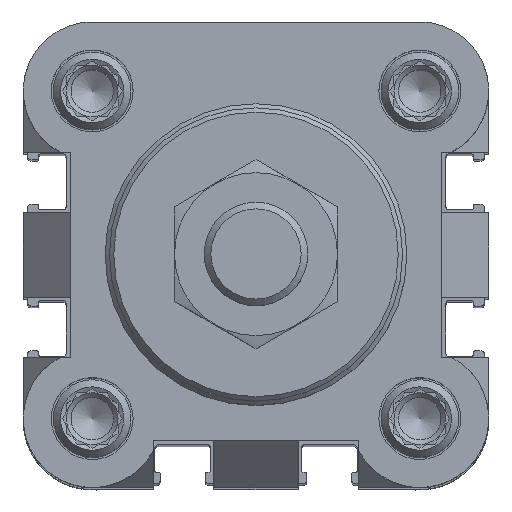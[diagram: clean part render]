
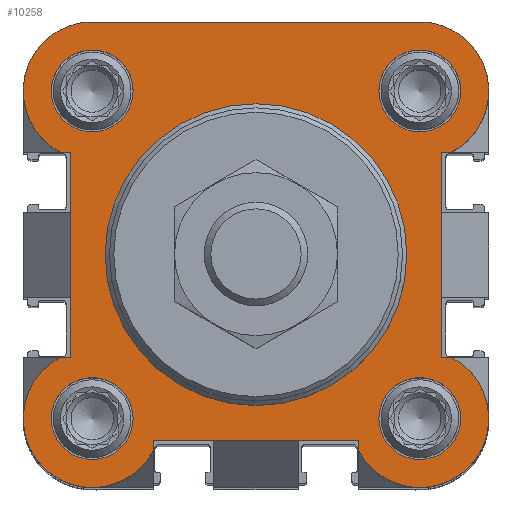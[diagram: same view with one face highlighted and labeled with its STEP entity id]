
A CAD part, top view. The second image highlights one B-rep face of the part: STEP entity #10258.
In plain terms, the highlighted planar face has unit normal (0, 0, 1).
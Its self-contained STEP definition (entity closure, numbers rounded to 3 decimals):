
#519=LINE('',#15730,#1497);
#531=LINE('',#15760,#1509);
#540=LINE('',#15780,#1518);
#547=LINE('',#15798,#1525);
#552=LINE('',#15819,#1530);
#553=LINE('',#15820,#1531);
#554=LINE('',#15821,#1532);
#555=LINE('',#15822,#1533);
#556=LINE('',#15823,#1534);
#557=LINE('',#15824,#1535);
#1497=VECTOR('',#12309,1000.);
#1509=VECTOR('',#12333,1000.);
#1518=VECTOR('',#12348,1000.);
#1525=VECTOR('',#12361,1000.);
#1530=VECTOR('',#12380,1000.);
#1531=VECTOR('',#12381,1000.);
#1532=VECTOR('',#12382,1000.);
#1533=VECTOR('',#12383,1000.);
#1534=VECTOR('',#12384,1000.);
#1535=VECTOR('',#12385,1000.);
#2321=PLANE('',#11022);
#3201=ORIENTED_EDGE('',*,*,#6168,.T.);
#3202=ORIENTED_EDGE('',*,*,#6169,.T.);
#3203=ORIENTED_EDGE('',*,*,#6170,.T.);
#3204=ORIENTED_EDGE('',*,*,#6171,.T.);
#3205=ORIENTED_EDGE('',*,*,#6172,.T.);
#3206=ORIENTED_EDGE('',*,*,#6173,.F.);
#3207=ORIENTED_EDGE('',*,*,#6153,.T.);
#3208=ORIENTED_EDGE('',*,*,#6163,.T.);
#3209=ORIENTED_EDGE('',*,*,#6137,.T.);
#3210=ORIENTED_EDGE('',*,*,#6174,.F.);
#3211=ORIENTED_EDGE('',*,*,#6129,.T.);
#3212=ORIENTED_EDGE('',*,*,#6175,.F.);
#3213=ORIENTED_EDGE('',*,*,#6124,.T.);
#3214=ORIENTED_EDGE('',*,*,#6176,.F.);
#3215=ORIENTED_EDGE('',*,*,#6154,.T.);
#3216=ORIENTED_EDGE('',*,*,#6177,.F.);
#3217=ORIENTED_EDGE('',*,*,#6140,.T.);
#3218=ORIENTED_EDGE('',*,*,#6178,.F.);
#3219=ORIENTED_EDGE('',*,*,#6144,.T.);
#6124=EDGE_CURVE('',#7608,#7606,#8383,.T.);
#6129=EDGE_CURVE('',#7612,#7611,#519,.T.);
#6137=EDGE_CURVE('',#7619,#7618,#8384,.T.);
#6140=EDGE_CURVE('',#7622,#7620,#8385,.T.);
#6144=EDGE_CURVE('',#7624,#7625,#531,.T.);
#6153=EDGE_CURVE('',#7630,#7631,#8386,.T.);
#6154=EDGE_CURVE('',#7632,#7633,#540,.T.);
#6163=EDGE_CURVE('',#7631,#7619,#547,.T.);
#6168=EDGE_CURVE('',#7644,#7644,#8389,.T.);
#6169=EDGE_CURVE('',#7645,#7645,#8390,.T.);
#6170=EDGE_CURVE('',#7646,#7646,#8391,.T.);
#6171=EDGE_CURVE('',#7647,#7647,#8392,.T.);
#6172=EDGE_CURVE('',#7648,#7648,#8393,.T.);
#6173=EDGE_CURVE('',#7630,#7625,#552,.T.);
#6174=EDGE_CURVE('',#7612,#7618,#553,.T.);
#6175=EDGE_CURVE('',#7608,#7611,#554,.T.);
#6176=EDGE_CURVE('',#7632,#7606,#555,.T.);
#6177=EDGE_CURVE('',#7622,#7633,#556,.T.);
#6178=EDGE_CURVE('',#7624,#7620,#557,.T.);
#7606=VERTEX_POINT('',#15718);
#7608=VERTEX_POINT('',#15721);
#7611=VERTEX_POINT('',#15729);
#7612=VERTEX_POINT('',#15731);
#7618=VERTEX_POINT('',#15745);
#7619=VERTEX_POINT('',#15747);
#7620=VERTEX_POINT('',#15751);
#7622=VERTEX_POINT('',#15754);
#7624=VERTEX_POINT('',#15761);
#7625=VERTEX_POINT('',#15762);
#7630=VERTEX_POINT('',#15775);
#7631=VERTEX_POINT('',#15777);
#7632=VERTEX_POINT('',#15781);
#7633=VERTEX_POINT('',#15782);
#7644=VERTEX_POINT('',#15810);
#7645=VERTEX_POINT('',#15812);
#7646=VERTEX_POINT('',#15814);
#7647=VERTEX_POINT('',#15816);
#7648=VERTEX_POINT('',#15818);
#8383=CIRCLE('',#11006,8.);
#8384=CIRCLE('',#11010,8.);
#8385=CIRCLE('',#11012,8.);
#8386=CIRCLE('',#11016,8.);
#8389=CIRCLE('',#11023,17.5);
#8390=CIRCLE('',#11024,4.75);
#8391=CIRCLE('',#11025,4.75);
#8392=CIRCLE('',#11026,4.75);
#8393=CIRCLE('',#11027,4.75);
#8666=EDGE_LOOP('',(#3201));
#8667=EDGE_LOOP('',(#3202));
#8668=EDGE_LOOP('',(#3203));
#8669=EDGE_LOOP('',(#3204));
#8670=EDGE_LOOP('',(#3205));
#8671=EDGE_LOOP('',(#3206,#3207,#3208,#3209,#3210,#3211,#3212,#3213,#3214,
#3215,#3216,#3217,#3218,#3219));
#9396=FACE_BOUND('',#8666,.T.);
#9397=FACE_BOUND('',#8667,.T.);
#9398=FACE_BOUND('',#8668,.T.);
#9399=FACE_BOUND('',#8669,.T.);
#9400=FACE_BOUND('',#8670,.T.);
#9401=FACE_BOUND('',#8671,.T.);
#10258=ADVANCED_FACE('',(#9396,#9397,#9398,#9399,#9400,#9401),#2321,.T.);
#11006=AXIS2_PLACEMENT_3D('',#15720,#12300,#12301);
#11010=AXIS2_PLACEMENT_3D('',#15746,#12319,#12320);
#11012=AXIS2_PLACEMENT_3D('',#15753,#12325,#12326);
#11016=AXIS2_PLACEMENT_3D('',#15778,#12344,#12345);
#11022=AXIS2_PLACEMENT_3D('',#15808,#12368,#12369);
#11023=AXIS2_PLACEMENT_3D('',#15809,#12370,#12371);
#11024=AXIS2_PLACEMENT_3D('',#15811,#12372,#12373);
#11025=AXIS2_PLACEMENT_3D('',#15813,#12374,#12375);
#11026=AXIS2_PLACEMENT_3D('',#15815,#12376,#12377);
#11027=AXIS2_PLACEMENT_3D('',#15817,#12378,#12379);
#12300=DIRECTION('',(0.,0.,1.));
#12301=DIRECTION('',(1.,0.,0.));
#12309=DIRECTION('',(0.,-1.,0.));
#12319=DIRECTION('',(0.,0.,1.));
#12320=DIRECTION('',(1.,0.,0.));
#12325=DIRECTION('',(0.,0.,1.));
#12326=DIRECTION('',(1.,0.,0.));
#12333=DIRECTION('',(0.,1.,0.));
#12344=DIRECTION('',(0.,0.,1.));
#12345=DIRECTION('',(1.,0.,0.));
#12348=DIRECTION('',(1.,0.,0.));
#12361=DIRECTION('',(-1.,0.,0.));
#12368=DIRECTION('',(0.,0.,1.));
#12369=DIRECTION('',(1.,0.,0.));
#12370=DIRECTION('',(0.,0.,-1.));
#12371=DIRECTION('',(-1.,0.,0.));
#12372=DIRECTION('',(0.,0.,-1.));
#12373=DIRECTION('',(-1.,0.,0.));
#12374=DIRECTION('',(0.,0.,-1.));
#12375=DIRECTION('',(-1.,0.,0.));
#12376=DIRECTION('',(0.,0.,-1.));
#12377=DIRECTION('',(-1.,0.,0.));
#12378=DIRECTION('',(0.,0.,-1.));
#12379=DIRECTION('',(-1.,0.,0.));
#12380=DIRECTION('',(-1.,0.,0.));
#12381=DIRECTION('',(-1.,0.,0.));
#12382=DIRECTION('',(1.,0.,0.));
#12383=DIRECTION('',(0.,-1.,0.));
#12384=DIRECTION('',(0.,1.,0.));
#12385=DIRECTION('',(1.,0.,0.));
#15718=CARTESIAN_POINT('',(-11.9,-22.686,0.));
#15720=CARTESIAN_POINT('',(-19.,-19.,0.));
#15721=CARTESIAN_POINT('',(-22.686,-11.9,0.));
#15729=CARTESIAN_POINT('',(-21.5,-11.9,0.));
#15730=CARTESIAN_POINT('',(-21.5,11.401,0.));
#15731=CARTESIAN_POINT('',(-21.5,11.9,0.));
#15745=CARTESIAN_POINT('',(-22.686,11.9,0.));
#15746=CARTESIAN_POINT('',(-19.,19.,0.));
#15747=CARTESIAN_POINT('',(-19.,27.,0.));
#15751=CARTESIAN_POINT('',(22.686,-11.9,0.));
#15753=CARTESIAN_POINT('',(19.,-19.,0.));
#15754=CARTESIAN_POINT('',(11.9,-22.686,0.));
#15760=CARTESIAN_POINT('',(21.5,-11.401,0.));
#15761=CARTESIAN_POINT('',(21.5,-11.9,0.));
#15762=CARTESIAN_POINT('',(21.5,11.9,0.));
#15775=CARTESIAN_POINT('',(22.686,11.9,0.));
#15777=CARTESIAN_POINT('',(19.,27.,0.));
#15778=CARTESIAN_POINT('',(19.,19.,0.));
#15780=CARTESIAN_POINT('',(-11.401,-21.5,0.));
#15781=CARTESIAN_POINT('',(-11.9,-21.5,0.));
#15782=CARTESIAN_POINT('',(11.9,-21.5,0.));
#15798=CARTESIAN_POINT('',(19.,27.,0.));
#15808=CARTESIAN_POINT('',(-19.,-19.,0.));
#15809=CARTESIAN_POINT('',(0.,0.,0.));
#15810=CARTESIAN_POINT('',(-17.5,0.,0.));
#15811=CARTESIAN_POINT('',(-19.,19.,0.));
#15812=CARTESIAN_POINT('',(-23.75,19.,0.));
#15813=CARTESIAN_POINT('',(-19.,-19.,0.));
#15814=CARTESIAN_POINT('',(-23.75,-19.,0.));
#15815=CARTESIAN_POINT('',(19.,-19.,0.));
#15816=CARTESIAN_POINT('',(14.25,-19.,0.));
#15817=CARTESIAN_POINT('',(19.,19.,0.));
#15818=CARTESIAN_POINT('',(14.25,19.,0.));
#15819=CARTESIAN_POINT('',(32.,11.9,0.));
#15820=CARTESIAN_POINT('',(-21.5,11.9,0.));
#15821=CARTESIAN_POINT('',(-30.,-11.9,0.));
#15822=CARTESIAN_POINT('',(-11.9,-21.5,0.));
#15823=CARTESIAN_POINT('',(11.9,-30.,0.));
#15824=CARTESIAN_POINT('',(21.5,-11.9,0.));
